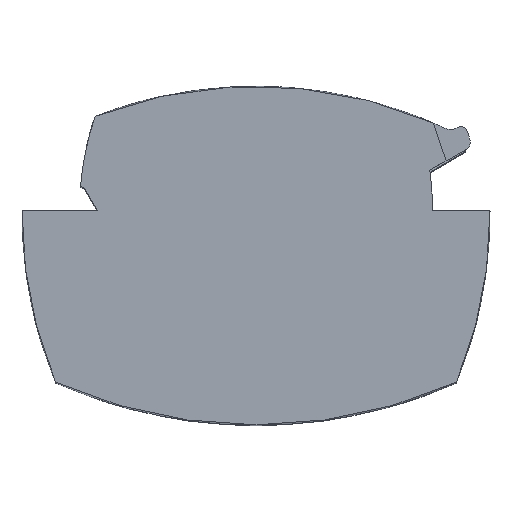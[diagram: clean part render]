
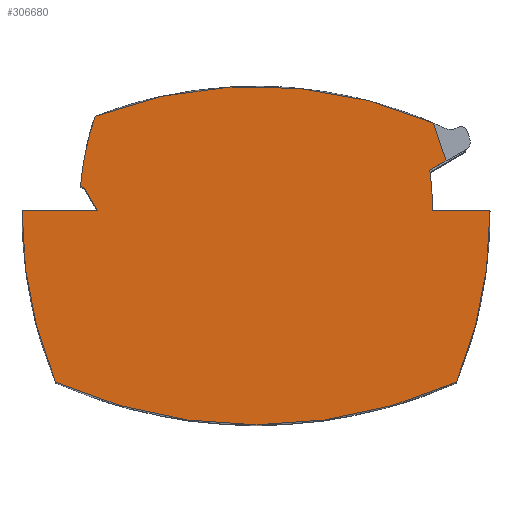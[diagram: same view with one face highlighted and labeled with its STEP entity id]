
A CAD part, top view. The second image highlights one B-rep face of the part: STEP entity #306680.
In plain terms, the highlighted planar face has unit normal (0, 0, 1).
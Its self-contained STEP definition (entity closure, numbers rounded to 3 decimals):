
#200=CARTESIAN_POINT('',(-0.021,0.,
89.65));
#210=VERTEX_POINT('',#200);
#240=CARTESIAN_POINT('',(-7.57,0.,
89.65));
#250=DIRECTION('',(-1.,0.,0.));
#260=VECTOR('',#250,1.);
#270=LINE('',#240,#260);
#280=CARTESIAN_POINT('',(-13.044,0.,
89.65));
#290=VERTEX_POINT('',#280);
#300=EDGE_CURVE('',#210,#290,#270,.T.);
#650=CARTESIAN_POINT('',(-2.335,4.008,
89.65));
#660=VERTEX_POINT('',#650);
#690=CARTESIAN_POINT('',(8.724,-15.147,
89.65));
#700=DIRECTION('',(-0.5,0.866,
0.));
#710=VECTOR('',#700,1.);
#720=LINE('',#690,#710);
#730=EDGE_CURVE('',#210,#660,#720,.T.);
#1030=CARTESIAN_POINT('',(-2.945,4.2,
89.65));
#1040=VERTEX_POINT('',#1030);
#1070=CARTESIAN_POINT('',(-7.57,5.657,
89.65));
#1080=DIRECTION('',(0.954,-0.3,
0.));
#1090=VECTOR('',#1080,1.);
#1100=LINE('',#1070,#1090);
#1110=EDGE_CURVE('',#1040,#660,#1100,.T.);
#2860=CARTESIAN_POINT('',(-0.408,16.316,
89.65));
#2870=VERTEX_POINT('',#2860);
#2900=CARTESIAN_POINT('',(46.886,0.092,
89.65));
#2910=DIRECTION('',(0.,0.,1.));
#2920=DIRECTION('',(1.,0.,0.));
#2930=AXIS2_PLACEMENT_3D('',#2900,#2910,#2920);
#2940=CIRCLE('',#2930,50.);
#2950=EDGE_CURVE('',#2870,#1040,#2940,.T.);
#16380=CARTESIAN_POINT('',(58.079,15.128,
89.65));
#16390=VERTEX_POINT('',#16380);
#16420=CARTESIAN_POINT('',(27.386,-55.6,
89.65));
#16430=DIRECTION('',(0.,0.,1.));
#16440=DIRECTION('',(0.707,-0.707,
0.));
#16450=AXIS2_PLACEMENT_3D('',#16420,#16430,#16440);
#16460=CIRCLE('',#16450,77.1);
#16470=EDGE_CURVE('',#16390,#2870,#16460,.T.);
#41370=CARTESIAN_POINT('',(67.816,0.,
89.65));
#41380=VERTEX_POINT('',#41370);
#41410=CARTESIAN_POINT('',(64.386,0.,
89.65));
#41420=DIRECTION('',(-1.,0.,0.));
#41430=VECTOR('',#41420,1.);
#41440=LINE('',#41410,#41430);
#41450=CARTESIAN_POINT('',(57.886,0.,
89.65));
#41460=VERTEX_POINT('',#41450);
#41470=EDGE_CURVE('',#41380,#41460,#41440,.T.);
#44600=CARTESIAN_POINT('',(62.031,-29.619,
89.65));
#44610=VERTEX_POINT('',#44600);
#44640=CARTESIAN_POINT('',(-8.182,-0.531,
89.65));
#44650=DIRECTION('',(0.,0.,1.));
#44660=DIRECTION('',(1.,0.,0.));
#44670=AXIS2_PLACEMENT_3D('',#44640,#44650,#44660);
#44680=CIRCLE('',#44670,76.);
#44690=EDGE_CURVE('',#44610,#41380,#44680,.T.);
#135680=CARTESIAN_POINT('',(-7.258,-29.619,
89.65));
#135690=VERTEX_POINT('',#135680);
#135720=CARTESIAN_POINT('',(27.386,48.,
89.65));
#135730=DIRECTION('',(0.,0.,1.));
#135740=DIRECTION('',(1.,0.,0.));
#135750=AXIS2_PLACEMENT_3D('',#135720,#135730,#135740);
#135760=CIRCLE('',#135750,85.);
#135770=EDGE_CURVE('',#135690,#44610,#135760,.T.);
#138550=CARTESIAN_POINT('',(62.955,-0.531,
89.65));
#138560=DIRECTION('',(0.,0.,1.));
#138570=DIRECTION('',(1.,0.,0.));
#138580=AXIS2_PLACEMENT_3D('',#138550,#138560,#138570);
#138590=CIRCLE('',#138580,76.);
#138600=EDGE_CURVE('',#290,#135690,#138590,.T.);
#159580=CARTESIAN_POINT('',(60.216,8.601,
89.65));
#159590=VERTEX_POINT('',#159580);
#159640=CARTESIAN_POINT('',(63.366,-1.021,
89.65));
#159650=DIRECTION('',(0.311,-0.95,
0.));
#159660=VECTOR('',#159650,1.);
#159670=LINE('',#159640,#159660);
#159680=EDGE_CURVE('',#16390,#159590,#159670,.T.);
#297140=CARTESIAN_POINT('',(-7.785,-30.66,
89.65));
#297150=DIRECTION('',(0.866,0.5,
0.));
#297160=VECTOR('',#297150,1.);
#297170=LINE('',#297140,#297160);
#297180=CARTESIAN_POINT('',(57.41,6.981,
89.65));
#297190=VERTEX_POINT('',#297180);
#297200=EDGE_CURVE('',#297190,#159590,#297170,.T.);
#298630=CARTESIAN_POINT('',(7.887,0.092,
89.65));
#298640=DIRECTION('',(0.,0.,-1.));
#298650=DIRECTION('',(1.,0.,0.));
#298660=AXIS2_PLACEMENT_3D('',#298630,#298640,#298650);
#298670=CIRCLE('',#298660,50.);
#298680=EDGE_CURVE('',#297190,#41460,#298670,.T.);
#306490=CARTESIAN_POINT('',(23.007,-8.,
89.65));
#306500=DIRECTION('',(0.,0.,1.));
#306510=DIRECTION('',(-0.989,-0.149,
0.));
#306520=AXIS2_PLACEMENT_3D('',#306490,#306500,#306510);
#306530=PLANE('',#306520);
#306540=ORIENTED_EDGE('',*,*,#159680,.F.);
#306550=ORIENTED_EDGE('',*,*,#297200,.T.);
#306560=ORIENTED_EDGE('',*,*,#298680,.F.);
#306570=ORIENTED_EDGE('',*,*,#41470,.T.);
#306580=ORIENTED_EDGE('',*,*,#44690,.T.);
#306590=ORIENTED_EDGE('',*,*,#135770,.T.);
#306600=ORIENTED_EDGE('',*,*,#138600,.T.);
#306610=ORIENTED_EDGE('',*,*,#300,.T.);
#306620=ORIENTED_EDGE('',*,*,#730,.F.);
#306630=ORIENTED_EDGE('',*,*,#1110,.T.);
#306640=ORIENTED_EDGE('',*,*,#2950,.T.);
#306650=ORIENTED_EDGE('',*,*,#16470,.T.);
#306660=EDGE_LOOP('',(#306650,#306640,#306630,#306620,#306610,#306600,
#306590,#306580,#306570,#306560,#306550,#306540));
#306670=FACE_OUTER_BOUND('',#306660,.T.);
#306680=ADVANCED_FACE('',(#306670),#306530,.T.);
